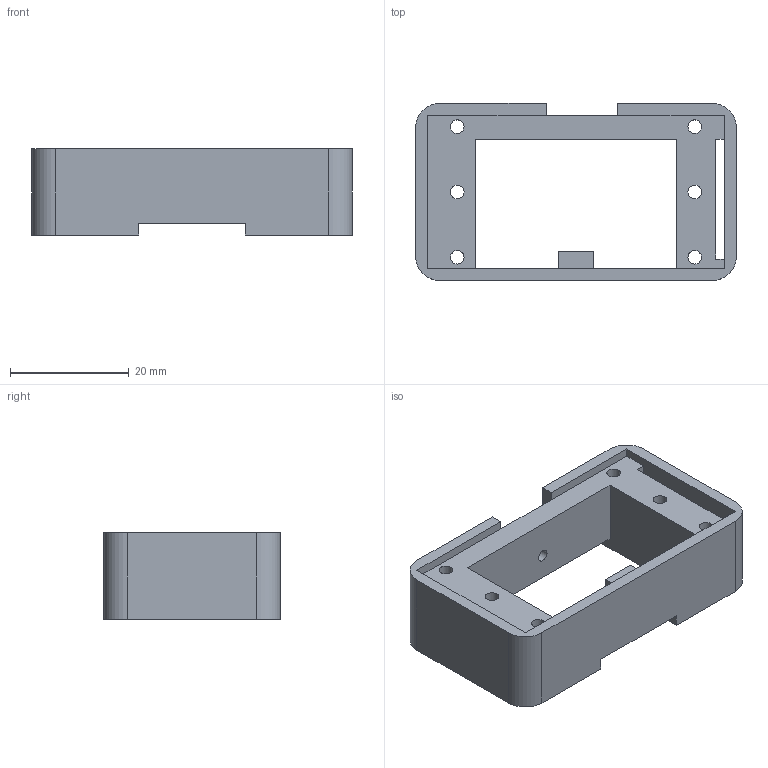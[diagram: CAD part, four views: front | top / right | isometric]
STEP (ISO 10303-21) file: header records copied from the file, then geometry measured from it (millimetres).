
FILE_DESCRIPTION(/* description */ (''),/* implementation_level */ '2;1');
FILE_NAME(/* name */ 'AudioMonitor_LCD_BASE_20230813EV v54.step',/* time_stamp */ '2023-08-13T13:41:20+08:00',/* author */ (''),/* organization */ (''),/* preprocessor_version */ 'ST-DEVELOPER v20',/* originating_system */ 'Autodesk Translation Framework v12.9.0.99',/* authorisation */ '');
FILE_SCHEMA (('AUTOMOTIVE_DESIGN { 1 0 10303 214 3 1 1 }'));
Length unit declared in the file: millimetre
Products named in the file (2): AudioMonitor_Panel_20230719EV; LCD_320x170
Assembly tree (1 placements, depth 2):
  AudioMonitor_Panel_20230719EV
    LCD_320x170
Bounding box: 54 x 29.8 x 14.5 mm (x, y, z)
Volume: 10244.5 mm3; surface area: 6642.1 mm2
Topology: 1 solids, 1 shells, 42 faces, 127 edges, 84 vertices
Faces by surface type: plane 31, cylinder 11
Full cylindrical faces by diameter (mm): 2 x1, 2.3 x6
Entity records: 1506 total; most frequent: CARTESIAN_POINT 256, ORIENTED_EDGE 254, DIRECTION 239, EDGE_CURVE 127, LINE 105, VECTOR 105, VERTEX_POINT 84, AXIS2_PLACEMENT_3D 67
